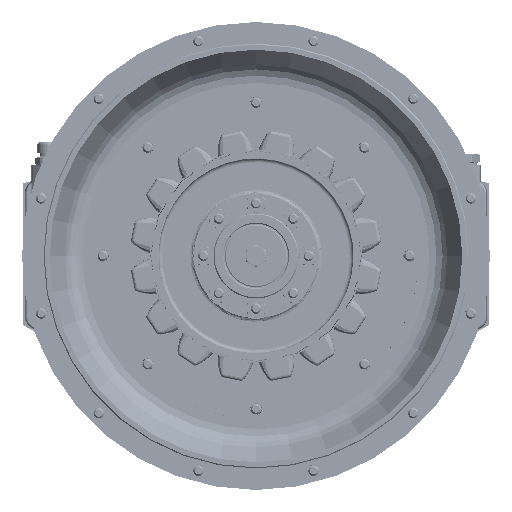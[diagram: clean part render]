
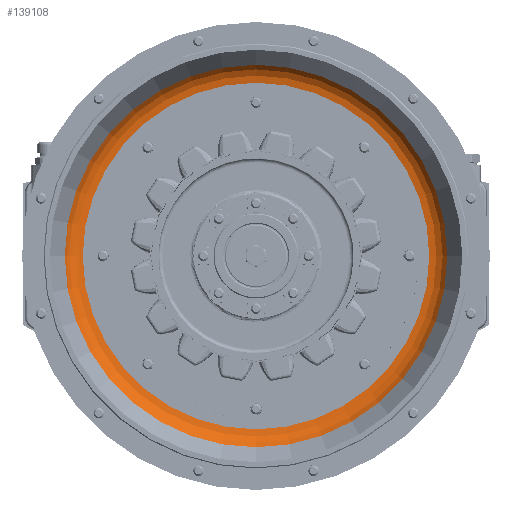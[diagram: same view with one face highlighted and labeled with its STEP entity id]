
A CAD part, top view. The second image highlights one B-rep face of the part: STEP entity #139108.
In plain terms, the highlighted toroidal (fillet/blend) face has major radius 167.014 mm and minor radius 20 mm.
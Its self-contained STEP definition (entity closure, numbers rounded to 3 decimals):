
#447 = DIRECTION ( 'NONE',  ( 0., 0., -1. ) ) ;
#7065 = CARTESIAN_POINT ( 'NONE',  ( -184.334, 0., 30. ) ) ;
#19024 = CIRCLE ( 'NONE', #133547, 184.334 ) ;
#22420 = TOROIDAL_SURFACE ( 'NONE', #236104, 167.014, 20. ) ;
#45633 = CIRCLE ( 'NONE', #182135, 167.014 ) ;
#67894 = EDGE_CURVE ( 'NONE', #228294, #228294, #45633, .T. ) ;
#88327 = CARTESIAN_POINT ( 'NONE',  ( 0., 0., 20. ) ) ;
#102984 = ORIENTED_EDGE ( 'NONE', *, *, #136822, .F. ) ;
#111736 = DIRECTION ( 'NONE',  ( -1., 0., 0. ) ) ;
#118604 = DIRECTION ( 'NONE',  ( 0., 0., -1. ) ) ;
#125330 = VERTEX_POINT ( 'NONE', #7065 ) ;
#133547 = AXIS2_PLACEMENT_3D ( 'NONE', #140365, #447, #163889 ) ;
#136822 = EDGE_CURVE ( 'NONE', #125330, #125330, #19024, .T. ) ;
#139108 = ADVANCED_FACE ( 'NONE', ( #223307, #161216 ), #22420, .F. ) ;
#140365 = CARTESIAN_POINT ( 'NONE',  ( 0., 0., 30. ) ) ;
#161216 = FACE_OUTER_BOUND ( 'NONE', #280365, .T. ) ;
#163621 = CARTESIAN_POINT ( 'NONE',  ( 0., 0., 40. ) ) ;
#163889 = DIRECTION ( 'NONE',  ( -1., 0., 0. ) ) ;
#182135 = AXIS2_PLACEMENT_3D ( 'NONE', #88327, #251811, #111736 ) ;
#223307 = FACE_OUTER_BOUND ( 'NONE', #280513, .T. ) ;
#228294 = VERTEX_POINT ( 'NONE', #255406 ) ;
#236104 = AXIS2_PLACEMENT_3D ( 'NONE', #163621, #118604, #282112 ) ;
#241891 = ORIENTED_EDGE ( 'NONE', *, *, #67894, .T. ) ;
#251811 = DIRECTION ( 'NONE',  ( 0., 0., -1. ) ) ;
#255406 = CARTESIAN_POINT ( 'NONE',  ( -167.014, 0., 20. ) ) ;
#280365 = EDGE_LOOP ( 'NONE', ( #241891 ) ) ;
#280513 = EDGE_LOOP ( 'NONE', ( #102984 ) ) ;
#282112 = DIRECTION ( 'NONE',  ( -1., 0., 0. ) ) ;
